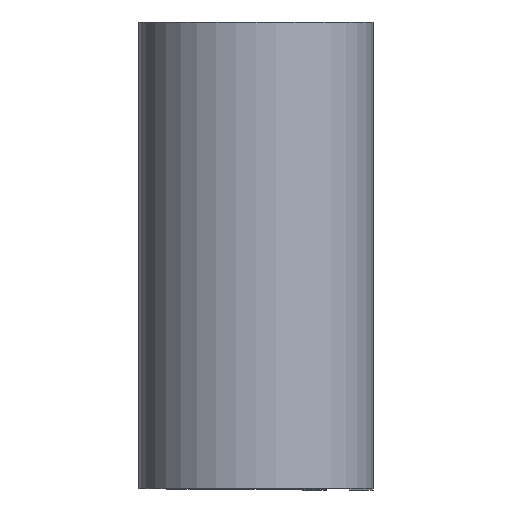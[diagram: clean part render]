
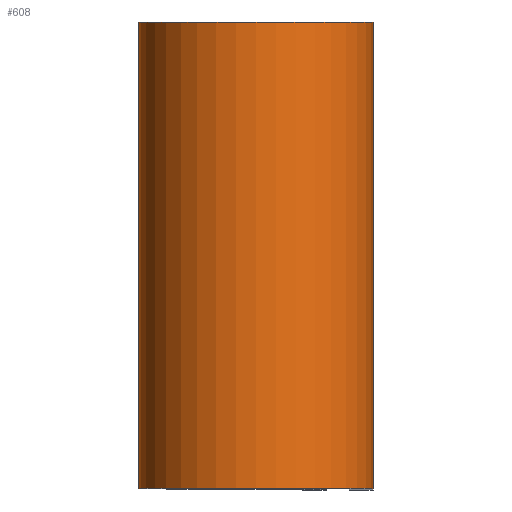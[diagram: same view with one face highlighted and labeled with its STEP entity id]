
A CAD part, top view. The second image highlights one B-rep face of the part: STEP entity #608.
In plain terms, the highlighted cylindrical face has radius 3.988 mm (diameter 7.976 mm), a partial arc.
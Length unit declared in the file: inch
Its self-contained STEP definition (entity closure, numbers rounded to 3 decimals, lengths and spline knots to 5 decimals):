
#10 = VECTOR ( 'NONE', #384, 39.37008 ) ;
#21 = AXIS2_PLACEMENT_3D ( 'NONE', #679, #296, #747 ) ;
#23 = CARTESIAN_POINT ( 'NONE',  ( 0.157, 0.3125, 0.25 ) ) ;
#44 = CARTESIAN_POINT ( 'NONE',  ( 0.157, 0.3125, 0.25 ) ) ;
#48 = AXIS2_PLACEMENT_3D ( 'NONE', #203, #725, #717 ) ;
#81 = EDGE_CURVE ( 'NONE', #308, #92, #602, .T. ) ;
#92 = VERTEX_POINT ( 'NONE', #23 ) ;
#96 = AXIS2_PLACEMENT_3D ( 'NONE', #688, #256, #112 ) ;
#112 = DIRECTION ( 'NONE',  ( 0., 0., -1. ) ) ;
#118 = DIRECTION ( 'NONE',  ( 0., -1., 0. ) ) ;
#203 = CARTESIAN_POINT ( 'NONE',  ( 0., 0.3125, 0.25 ) ) ;
#204 = ORIENTED_EDGE ( 'NONE', *, *, #81, .F. ) ;
#211 = VERTEX_POINT ( 'NONE', #730 ) ;
#256 = DIRECTION ( 'NONE',  ( 0., -1., 0. ) ) ;
#283 = ORIENTED_EDGE ( 'NONE', *, *, #656, .F. ) ;
#296 = DIRECTION ( 'NONE',  ( 0., 1., 0. ) ) ;
#304 = CIRCLE ( 'NONE', #21, 0.157 ) ;
#307 = EDGE_CURVE ( 'NONE', #308, #369, #378, .T. ) ;
#308 = VERTEX_POINT ( 'NONE', #778 ) ;
#312 = VECTOR ( 'NONE', #118, 39.37008 ) ;
#369 = VERTEX_POINT ( 'NONE', #786 ) ;
#378 = LINE ( 'NONE', #448, #10 ) ;
#384 = DIRECTION ( 'NONE',  ( 0., -1., 0. ) ) ;
#420 = ORIENTED_EDGE ( 'NONE', *, *, #523, .T. ) ;
#448 = CARTESIAN_POINT ( 'NONE',  ( -0.157, 0.3125, 0.25 ) ) ;
#512 = EDGE_LOOP ( 'NONE', ( #420, #283, #204, #529 ) ) ;
#523 = EDGE_CURVE ( 'NONE', #369, #211, #304, .T. ) ;
#529 = ORIENTED_EDGE ( 'NONE', *, *, #307, .T. ) ;
#602 = CIRCLE ( 'NONE', #48, 0.157 ) ;
#608 = ADVANCED_FACE ( 'NONE', ( #695 ), #847, .T. ) ;
#656 = EDGE_CURVE ( 'NONE', #92, #211, #828, .T. ) ;
#679 = CARTESIAN_POINT ( 'NONE',  ( 0., -0.3125, 0.25 ) ) ;
#688 = CARTESIAN_POINT ( 'NONE',  ( 0., 0.3125, 0.25 ) ) ;
#695 = FACE_OUTER_BOUND ( 'NONE', #512, .T. ) ;
#717 = DIRECTION ( 'NONE',  ( 1., 0., 0. ) ) ;
#725 = DIRECTION ( 'NONE',  ( 0., 1., 0. ) ) ;
#730 = CARTESIAN_POINT ( 'NONE',  ( 0.157, -0.3125, 0.25 ) ) ;
#747 = DIRECTION ( 'NONE',  ( 1., 0., 0. ) ) ;
#778 = CARTESIAN_POINT ( 'NONE',  ( -0.157, 0.3125, 0.25 ) ) ;
#786 = CARTESIAN_POINT ( 'NONE',  ( -0.157, -0.3125, 0.25 ) ) ;
#828 = LINE ( 'NONE', #44, #312 ) ;
#847 = CYLINDRICAL_SURFACE ( 'NONE', #96, 0.157 ) ;
